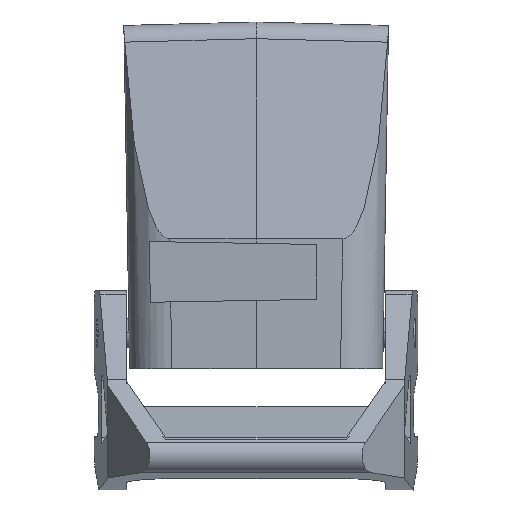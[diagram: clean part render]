
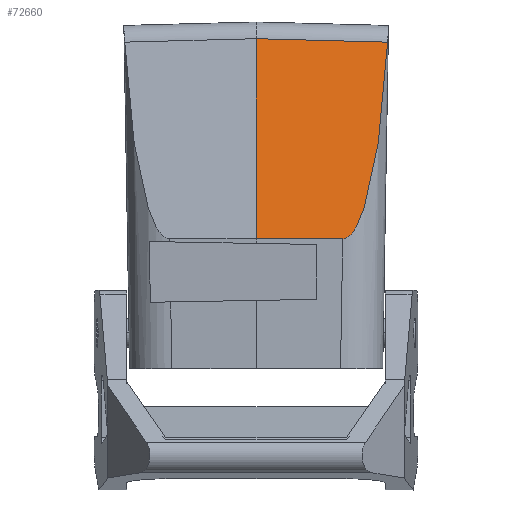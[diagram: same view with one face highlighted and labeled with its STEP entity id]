
A CAD part, front view. The second image highlights one B-rep face of the part: STEP entity #72660.
In plain terms, the highlighted face is planar.
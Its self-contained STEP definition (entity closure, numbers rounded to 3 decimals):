
#69040=CARTESIAN_POINT('',(-53.898,-30.708,
0.));
#69050=VERTEX_POINT('',#69040);
#69100=CARTESIAN_POINT('',(-63.968,26.401,
0.));
#69110=DIRECTION('',(-0.174,0.985,
0.));
#69120=VECTOR('',#69110,1.);
#69130=LINE('',#69100,#69120);
#69140=CARTESIAN_POINT('',(-60.,3.901,
0.));
#69150=VERTEX_POINT('',#69140);
#69160=EDGE_CURVE('',#69050,#69150,#69130,.T.);
#70040=CARTESIAN_POINT('',(-60.511,3.856,
19.5));
#70050=DIRECTION('',(-0.026,-0.002,
1.));
#70060=VECTOR('',#70050,1.);
#70070=LINE('',#70040,#70060);
#70080=CARTESIAN_POINT('',(-59.608,3.935,
-14.973));
#70090=VERTEX_POINT('',#70080);
#70100=EDGE_CURVE('',#70090,#69150,#70070,.T.);
#72420=CARTESIAN_POINT('',(-63.968,26.401,
0.));
#72430=DIRECTION('',(0.984,0.174,
0.026));
#72440=DIRECTION('',(0.174,-0.985,
0.));
#72450=AXIS2_PLACEMENT_3D('',#72420,#72430,#72440);
#72460=PLANE('',#72450);
#72470=CARTESIAN_POINT('',(-53.447,-30.171,
-20.492));
#72480=DIRECTION('',(0.022,0.026,
-0.999));
#72490=VECTOR('',#72480,1.);
#72500=LINE('',#72470,#72490);
#72510=CARTESIAN_POINT('',(-53.398,-30.112,
-22.737));
#72520=VERTEX_POINT('',#72510);
#72530=EDGE_CURVE('',#69050,#72520,#72500,.T.);
#72540=ORIENTED_EDGE('',*,*,#72530,.F.);
#72550=CARTESIAN_POINT('',(-52.092,-38.613,
-15.493));
#72560=DIRECTION('',(0.984,0.174,
0.026));
#72570=DIRECTION('',(0.174,-0.985,
-0.012));
#72580=AXIS2_PLACEMENT_3D('',#72550,#72560,#72570);
#72590=ELLIPSE('',#72580,43.21,7.5);
#72600=EDGE_CURVE('',#72520,#70090,#72590,.T.);
#72610=ORIENTED_EDGE('',*,*,#72600,.F.);
#72620=ORIENTED_EDGE('',*,*,#70100,.F.);
#72630=ORIENTED_EDGE('',*,*,#69160,.T.);
#72640=EDGE_LOOP('',(#72630,#72620,#72610,#72540));
#72650=FACE_OUTER_BOUND('',#72640,.T.);
#72660=ADVANCED_FACE('',(#72650),#72460,.F.);
